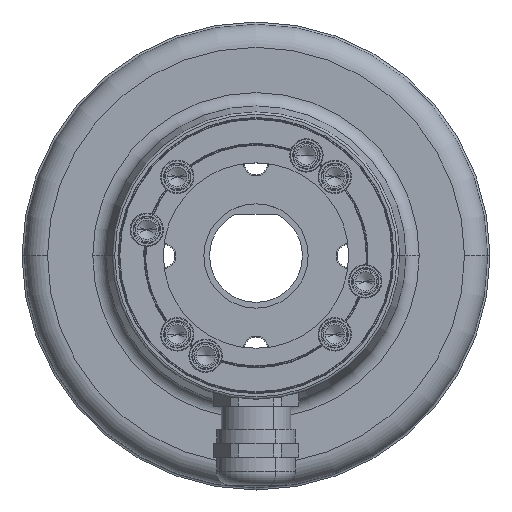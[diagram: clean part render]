
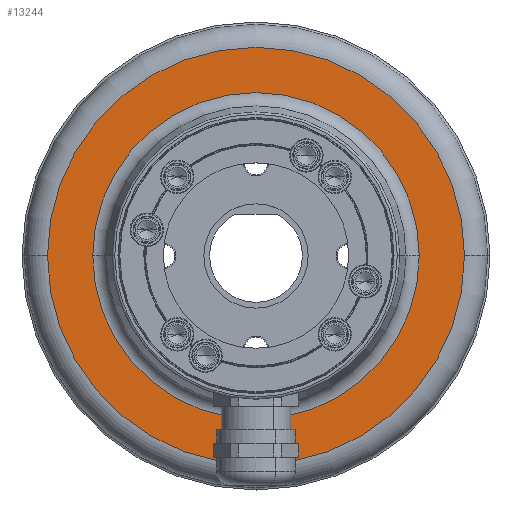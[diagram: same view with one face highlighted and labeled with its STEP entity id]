
A CAD part, top view. The second image highlights one B-rep face of the part: STEP entity #13244.
In plain terms, the highlighted planar face has unit normal (0, 0, 1).
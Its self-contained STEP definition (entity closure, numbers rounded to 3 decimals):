
#265 = FACE_OUTER_BOUND ( 'NONE', #7812, .T. ) ;
#481 = CARTESIAN_POINT ( 'NONE',  ( 35.232, 0., 11.5 ) ) ;
#613 = FACE_BOUND ( 'NONE', #14023, .T. ) ;
#689 = CARTESIAN_POINT ( 'NONE',  ( 0., 0., 11.5 ) ) ;
#1299 = EDGE_CURVE ( 'NONE', #1981, #5247, #12106, .T. ) ;
#1547 = AXIS2_PLACEMENT_3D ( 'NONE', #9000, #13706, #6710 ) ;
#1809 = DIRECTION ( 'NONE',  ( 1., 0., 0. ) ) ;
#1855 = CARTESIAN_POINT ( 'NONE',  ( 45., 0., 11.5 ) ) ;
#1981 = VERTEX_POINT ( 'NONE', #11937 ) ;
#3067 = DIRECTION ( 'NONE',  ( 0., 0., 1. ) ) ;
#3079 = EDGE_CURVE ( 'NONE', #7409, #13012, #7307, .T. ) ;
#3301 = DIRECTION ( 'NONE',  ( 1., 0., 0. ) ) ;
#3460 = DIRECTION ( 'NONE',  ( 0., 0., -1. ) ) ;
#4719 = EDGE_CURVE ( 'NONE', #13012, #7409, #13309, .T. ) ;
#5247 = VERTEX_POINT ( 'NONE', #481 ) ;
#5267 = AXIS2_PLACEMENT_3D ( 'NONE', #11530, #11581, #13816 ) ;
#5928 = CARTESIAN_POINT ( 'NONE',  ( -45., 0., 11.5 ) ) ;
#6363 = CIRCLE ( 'NONE', #1547, 35.232 ) ;
#6710 = DIRECTION ( 'NONE',  ( 1., 0., 0. ) ) ;
#7307 = CIRCLE ( 'NONE', #12450, 45. ) ;
#7352 = ORIENTED_EDGE ( 'NONE', *, *, #3079, .T. ) ;
#7409 = VERTEX_POINT ( 'NONE', #5928 ) ;
#7560 = AXIS2_PLACEMENT_3D ( 'NONE', #11598, #15083, #15034 ) ;
#7812 = EDGE_LOOP ( 'NONE', ( #10011, #7352 ) ) ;
#8032 = PLANE ( 'NONE',  #7560 ) ;
#9000 = CARTESIAN_POINT ( 'NONE',  ( 0., 0., 11.5 ) ) ;
#9155 = ORIENTED_EDGE ( 'NONE', *, *, #1299, .T. ) ;
#10011 = ORIENTED_EDGE ( 'NONE', *, *, #4719, .T. ) ;
#10998 = EDGE_CURVE ( 'NONE', #5247, #1981, #6363, .T. ) ;
#11530 = CARTESIAN_POINT ( 'NONE',  ( 0., 0., 11.5 ) ) ;
#11581 = DIRECTION ( 'NONE',  ( 0., 0., 1. ) ) ;
#11598 = CARTESIAN_POINT ( 'NONE',  ( 0., 0., 11.5 ) ) ;
#11937 = CARTESIAN_POINT ( 'NONE',  ( -35.232, 0., 11.5 ) ) ;
#12106 = CIRCLE ( 'NONE', #12728, 35.232 ) ;
#12450 = AXIS2_PLACEMENT_3D ( 'NONE', #689, #3067, #1809 ) ;
#12728 = AXIS2_PLACEMENT_3D ( 'NONE', #13791, #3460, #3301 ) ;
#13012 = VERTEX_POINT ( 'NONE', #1855 ) ;
#13244 = ADVANCED_FACE ( 'NONE', ( #613, #265 ), #8032, .T. ) ;
#13309 = CIRCLE ( 'NONE', #5267, 45. ) ;
#13706 = DIRECTION ( 'NONE',  ( 0., 0., -1. ) ) ;
#13791 = CARTESIAN_POINT ( 'NONE',  ( 0., 0., 11.5 ) ) ;
#13816 = DIRECTION ( 'NONE',  ( 1., 0., 0. ) ) ;
#14023 = EDGE_LOOP ( 'NONE', ( #15081, #9155 ) ) ;
#15034 = DIRECTION ( 'NONE',  ( 1., 0., 0. ) ) ;
#15081 = ORIENTED_EDGE ( 'NONE', *, *, #10998, .T. ) ;
#15083 = DIRECTION ( 'NONE',  ( 0., 0., 1. ) ) ;
